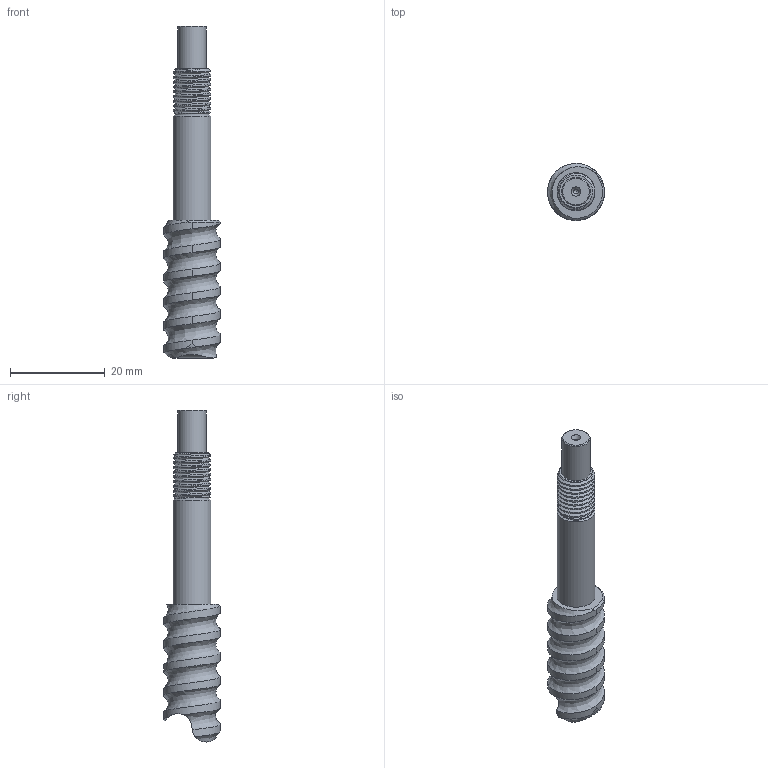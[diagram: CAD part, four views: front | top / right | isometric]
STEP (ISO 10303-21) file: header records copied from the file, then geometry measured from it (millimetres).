
FILE_DESCRIPTION(('HOOPS Exchange Step'),'2;1');
FILE_NAME('export-6CD394F7-ECA3-4AB5-AA2C-6651F2C2E6BD.stp','2024-06-12T16:53:49+02:00',('Engineering'),('Alibre'),'HOOPS Exchange 2023.0','Alibre','Unknown authorisation');
FILE_SCHEMA( ('AP242_MANAGED_MODEL_BASED_3D_ENGINEERING_MIM_LF {1 0 10303 442 1 1 4 }') );
Length unit declared in the file: millimetre
Products named in the file (1): 8108 EK-FK-FKA 08 Ballscrew End Machinig Fixed side
Bounding box: 12 x 12 x 70 mm (x, y, z)
Volume: 4295.2 mm3; surface area: 2377.3 mm2
Topology: 1 solids, 1 shells, 45 faces, 125 edges, 84 vertices
Faces by surface type: cylinder 26, cone 10, bspline 5, plane 4
Full cylindrical faces by diameter (mm): 1 x1, 6 x1, 7.283 x1, 7.95 x8, 8 x1, 12 x4
Entity records: 18030 total; most frequent: CARTESIAN_POINT 16964, ORIENTED_EDGE 248, DIRECTION 169, EDGE_CURVE 124, VERTEX_POINT 84, AXIS2_PLACEMENT_3D 68, B_SPLINE_CURVE_WITH_KNOTS 65, EDGE_LOOP 48
